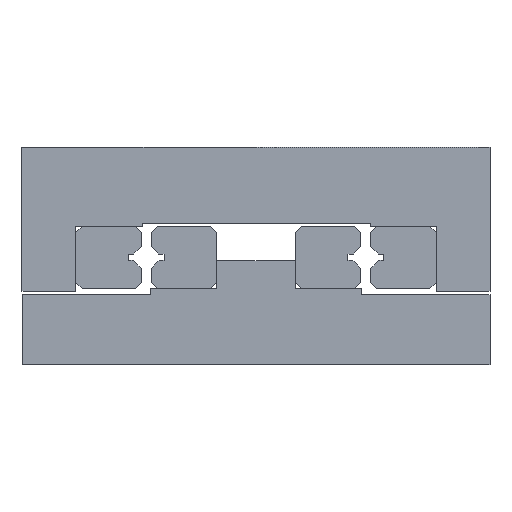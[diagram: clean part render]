
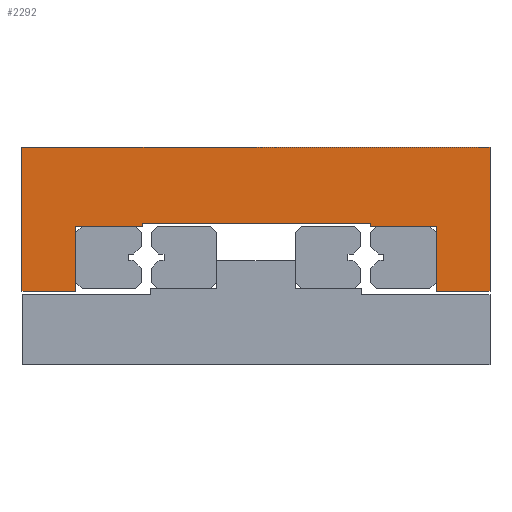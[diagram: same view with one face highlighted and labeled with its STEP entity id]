
A CAD part, front view. The second image highlights one B-rep face of the part: STEP entity #2292.
In plain terms, the highlighted planar face has unit normal (0, -1, 0).
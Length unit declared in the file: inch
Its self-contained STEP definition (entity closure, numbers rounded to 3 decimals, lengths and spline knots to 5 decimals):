
#1878=CARTESIAN_POINT('',(-0.909,-1.08,-0.364));
#1879=VERTEX_POINT('',#1878);
#1886=CARTESIAN_POINT('',(-1.181,-1.08,-0.364));
#1887=VERTEX_POINT('',#1886);
#1888=CARTESIAN_POINT('',(-0.909,-1.08,-0.364));
#1889=DIRECTION('',(-1.0,0.0,0.0));
#1890=VECTOR('',#1889,0.272);
#1891=LINE('',#1888,#1890);
#1892=EDGE_CURVE('',#1879,#1887,#1891,.T.);
#1909=CARTESIAN_POINT('',(-0.909,-1.08,-0.036));
#1910=VERTEX_POINT('',#1909);
#1917=CARTESIAN_POINT('',(-0.909,-1.08,-0.036));
#1918=DIRECTION('',(0.0,0.0,-1.0));
#1919=VECTOR('',#1918,0.328);
#1920=LINE('',#1917,#1919);
#1921=EDGE_CURVE('',#1910,#1879,#1920,.T.);
#1933=CARTESIAN_POINT('',(-0.57433,-1.08,-0.036));
#1934=VERTEX_POINT('',#1933);
#1941=CARTESIAN_POINT('',(-0.57433,-1.08,-0.036));
#1942=DIRECTION('',(-1.0,0.0,0.0));
#1943=VECTOR('',#1942,0.33467);
#1944=LINE('',#1941,#1943);
#1945=EDGE_CURVE('',#1934,#1910,#1944,.T.);
#1957=CARTESIAN_POINT('',(-0.57433,-1.08,-0.02));
#1958=VERTEX_POINT('',#1957);
#1965=CARTESIAN_POINT('',(-0.57433,-1.08,-0.02));
#1966=DIRECTION('',(0.0,0.0,-1.0));
#1967=VECTOR('',#1966,0.016);
#1968=LINE('',#1965,#1967);
#1969=EDGE_CURVE('',#1958,#1934,#1968,.T.);
#1981=CARTESIAN_POINT('',(0.58026,-1.08,-0.02));
#1982=VERTEX_POINT('',#1981);
#1989=CARTESIAN_POINT('',(0.58026,-1.08,-0.02));
#1990=DIRECTION('',(-1.0,0.0,0.0));
#1991=VECTOR('',#1990,1.15459);
#1992=LINE('',#1989,#1991);
#1993=EDGE_CURVE('',#1982,#1958,#1992,.T.);
#2061=CARTESIAN_POINT('',(0.58026,-1.08,-0.036));
#2062=VERTEX_POINT('',#2061);
#2069=CARTESIAN_POINT('',(0.58026,-1.08,-0.036));
#2070=DIRECTION('',(0.0,0.0,1.0));
#2071=VECTOR('',#2070,0.016);
#2072=LINE('',#2069,#2071);
#2073=EDGE_CURVE('',#2062,#1982,#2072,.T.);
#2085=CARTESIAN_POINT('',(0.909,-1.08,-0.036));
#2086=VERTEX_POINT('',#2085);
#2093=CARTESIAN_POINT('',(0.909,-1.08,-0.036));
#2094=DIRECTION('',(-1.0,0.0,0.0));
#2095=VECTOR('',#2094,0.32874);
#2096=LINE('',#2093,#2095);
#2097=EDGE_CURVE('',#2086,#2062,#2096,.T.);
#2109=CARTESIAN_POINT('',(0.909,-1.08,-0.364));
#2110=VERTEX_POINT('',#2109);
#2117=CARTESIAN_POINT('',(0.909,-1.08,-0.364));
#2118=DIRECTION('',(0.0,0.0,1.0));
#2119=VECTOR('',#2118,0.328);
#2120=LINE('',#2117,#2119);
#2121=EDGE_CURVE('',#2110,#2086,#2120,.T.);
#2133=CARTESIAN_POINT('',(1.181,-1.08,-0.364));
#2134=VERTEX_POINT('',#2133);
#2141=CARTESIAN_POINT('',(1.181,-1.08,-0.364));
#2142=DIRECTION('',(-1.0,0.0,0.0));
#2143=VECTOR('',#2142,0.272);
#2144=LINE('',#2141,#2143);
#2145=EDGE_CURVE('',#2134,#2110,#2144,.T.);
#2157=CARTESIAN_POINT('',(1.181,-1.08,0.364));
#2158=VERTEX_POINT('',#2157);
#2165=CARTESIAN_POINT('',(1.181,-1.08,0.364));
#2166=DIRECTION('',(0.0,0.0,-1.0));
#2167=VECTOR('',#2166,0.728);
#2168=LINE('',#2165,#2167);
#2169=EDGE_CURVE('',#2158,#2134,#2168,.T.);
#2181=CARTESIAN_POINT('',(-1.181,-1.08,0.364));
#2182=VERTEX_POINT('',#2181);
#2189=CARTESIAN_POINT('',(-1.181,-1.08,0.364));
#2190=DIRECTION('',(1.0,0.0,0.0));
#2191=VECTOR('',#2190,2.362);
#2192=LINE('',#2189,#2191);
#2193=EDGE_CURVE('',#2182,#2158,#2192,.T.);
#2262=CARTESIAN_POINT('',(-1.181,-1.08,-0.364));
#2263=DIRECTION('',(0.0,0.0,1.0));
#2264=VECTOR('',#2263,0.728);
#2265=LINE('',#2262,#2264);
#2266=EDGE_CURVE('',#1887,#2182,#2265,.T.);
#2273=CARTESIAN_POINT('',(0.00001,-1.08,0.07028));
#2274=DIRECTION('',(0.0,1.0,0.0));
#2275=DIRECTION('',(0.0,0.0,1.0));
#2276=AXIS2_PLACEMENT_3D('',#2273,#2274,#2275);
#2277=PLANE('',#2276);
#2278=ORIENTED_EDGE('',*,*,#2266,.F.);
#2279=ORIENTED_EDGE('',*,*,#1892,.F.);
#2280=ORIENTED_EDGE('',*,*,#1921,.F.);
#2281=ORIENTED_EDGE('',*,*,#1945,.F.);
#2282=ORIENTED_EDGE('',*,*,#1969,.F.);
#2283=ORIENTED_EDGE('',*,*,#1993,.F.);
#2284=ORIENTED_EDGE('',*,*,#2073,.F.);
#2285=ORIENTED_EDGE('',*,*,#2097,.F.);
#2286=ORIENTED_EDGE('',*,*,#2121,.F.);
#2287=ORIENTED_EDGE('',*,*,#2145,.F.);
#2288=ORIENTED_EDGE('',*,*,#2169,.F.);
#2289=ORIENTED_EDGE('',*,*,#2193,.F.);
#2290=EDGE_LOOP('',(#2278,#2279,#2280,#2281,#2282,#2283,#2284,#2285,#2286,#2287,#2288,#2289));
#2291=FACE_OUTER_BOUND('',#2290,.T.);
#2292=ADVANCED_FACE('',(#2291),#2277,.F.);
